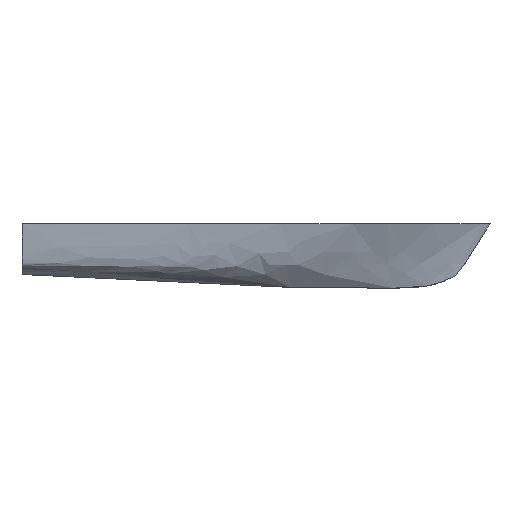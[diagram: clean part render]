
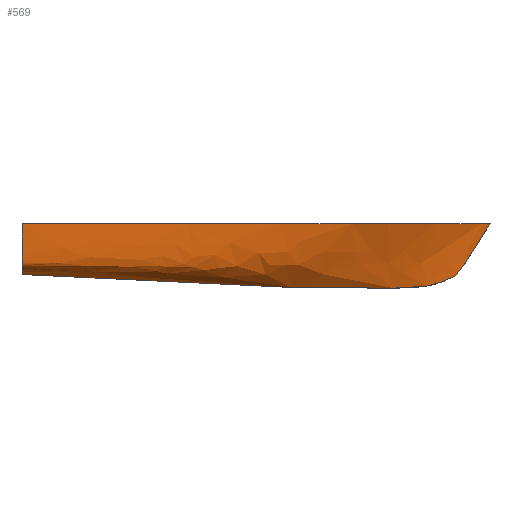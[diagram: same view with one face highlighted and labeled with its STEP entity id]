
A CAD part, front view. The second image highlights one B-rep face of the part: STEP entity #569.
In plain terms, the highlighted free-form (B-spline) face has degree [5, 4] with [12, 6] control points.
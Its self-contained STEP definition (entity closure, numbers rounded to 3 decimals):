
#569 = ADVANCED_FACE('',(#570),#628,.T.);
#570 = FACE_BOUND('',#571,.T.);
#571 = EDGE_LOOP('',(#572,#591,#602,#619));
#572 = ORIENTED_EDGE('',*,*,#573,.T.);
#573 = EDGE_CURVE('',#574,#576,#578,.T.);
#574 = VERTEX_POINT('',#575);
#575 = CARTESIAN_POINT('',(0.,-281.004,289.298));
#576 = VERTEX_POINT('',#577);
#577 = CARTESIAN_POINT('',(2101.929,-200.573,
    289.298));
#578 = B_SPLINE_CURVE_WITH_KNOTS('',5,(#579,#580,#581,#582,#583,#584,
    #585,#586,#587,#588,#589,#590),.UNSPECIFIED.,.F.,.F.,(6,1,1,1,1,1,1,
    6),(0.,0.243,0.485,0.728,0.97,
    1.213,1.455,1.698),.UNSPECIFIED.);
#579 = CARTESIAN_POINT('',(0.,-281.004,289.298));
#580 = CARTESIAN_POINT('',(250.717,-292.184,
    289.298));
#581 = CARTESIAN_POINT('',(501.434,-300.829,
    289.298));
#582 = CARTESIAN_POINT('',(802.294,-305.614,
    289.298));
#583 = CARTESIAN_POINT('',(1002.867,-308.535,
    289.298));
#584 = CARTESIAN_POINT('',(1203.441,-310.213,
    289.298));
#585 = CARTESIAN_POINT('',(1404.014,-312.507,
    289.298));
#586 = CARTESIAN_POINT('',(1703.119,-315.59,
    289.298));
#587 = CARTESIAN_POINT('',(1825.469,-280.5,
    289.298));
#588 = CARTESIAN_POINT('',(2073.93,-223.1,
    289.298));
#589 = CARTESIAN_POINT('',(2101.929,-213.353,
    289.298));
#590 = CARTESIAN_POINT('',(2101.929,-200.573,
    289.298));
#591 = ORIENTED_EDGE('',*,*,#592,.T.);
#592 = EDGE_CURVE('',#576,#593,#595,.T.);
#593 = VERTEX_POINT('',#594);
#594 = CARTESIAN_POINT('',(1946.801,-200.573,
    56.155));
#595 = B_SPLINE_CURVE_WITH_KNOTS('',4,(#596,#597,#598,#599,#600,#601),
  .UNSPECIFIED.,.F.,.F.,(5,1,5),(0.,0.142,0.285),
  .QUASI_UNIFORM_KNOTS.);
#596 = CARTESIAN_POINT('',(2101.929,-200.573,
    289.298));
#597 = CARTESIAN_POINT('',(2051.946,-200.573,
    208.218));
#598 = CARTESIAN_POINT('',(1993.199,-200.573,
    112.871));
#599 = CARTESIAN_POINT('',(1966.874,-200.573,
    79.891));
#600 = CARTESIAN_POINT('',(1955.591,-200.573,
    66.55));
#601 = CARTESIAN_POINT('',(1946.801,-200.573,
    56.155));
#602 = ORIENTED_EDGE('',*,*,#603,.T.);
#603 = EDGE_CURVE('',#593,#604,#606,.T.);
#604 = VERTEX_POINT('',#605);
#605 = CARTESIAN_POINT('',(0.,-202.188,61.59));
#606 = B_SPLINE_CURVE_WITH_KNOTS('',5,(#607,#608,#609,#610,#611,#612,
    #613,#614,#615,#616,#617,#618),.UNSPECIFIED.,.F.,.F.,(6,1,1,1,1,1,1,
    6),(-1.698,-1.455,-1.213,-0.97,
    -0.728,-0.485,-0.243,0.),.UNSPECIFIED.);
#607 = CARTESIAN_POINT('',(1946.801,-200.573,
    56.155));
#608 = CARTESIAN_POINT('',(1946.816,-200.573,
    56.168));
#609 = CARTESIAN_POINT('',(1862.074,-200.573,
    10.459));
#610 = CARTESIAN_POINT('',(1782.597,-200.573,
    -0.105));
#611 = CARTESIAN_POINT('',(1659.495,-202.188,
    -0.105));
#612 = CARTESIAN_POINT('',(1404.014,-202.188,
    -0.105));
#613 = CARTESIAN_POINT('',(1203.441,-202.188,
    2.223));
#614 = CARTESIAN_POINT('',(1002.867,-202.188,
    10.708));
#615 = CARTESIAN_POINT('',(802.272,-202.188,
    20.885));
#616 = CARTESIAN_POINT('',(501.407,-202.188,
    36.15));
#617 = CARTESIAN_POINT('',(250.673,-202.188,
    48.872));
#618 = CARTESIAN_POINT('',(0.,-202.188,61.59));
#619 = ORIENTED_EDGE('',*,*,#620,.T.);
#620 = EDGE_CURVE('',#604,#574,#621,.T.);
#621 = B_SPLINE_CURVE_WITH_KNOTS('',4,(#622,#623,#624,#625,#626,#627),
  .UNSPECIFIED.,.F.,.F.,(5,1,5),(-0.285,-0.142,0.),
  .QUASI_UNIFORM_KNOTS.);
#622 = CARTESIAN_POINT('',(0.,-202.188,61.59));
#623 = CARTESIAN_POINT('',(0.,-224.618,70.917));
#624 = CARTESIAN_POINT('',(0.,-267.071,88.57));
#625 = CARTESIAN_POINT('',(0.,-280.787,107.574));
#626 = CARTESIAN_POINT('',(0.,-281.004,131.096));
#627 = CARTESIAN_POINT('',(0.,-281.004,289.298));
#628 = B_SPLINE_SURFACE_WITH_KNOTS('',5,4,(
    (#629,#630,#631,#632,#633,#634)
    ,(#635,#636,#637,#638,#639,#640)
    ,(#641,#642,#643,#644,#645,#646)
    ,(#647,#648,#649,#650,#651,#652)
    ,(#653,#654,#655,#656,#657,#658)
    ,(#659,#660,#661,#662,#663,#664)
    ,(#665,#666,#667,#668,#669,#670)
    ,(#671,#672,#673,#674,#675,#676)
    ,(#677,#678,#679,#680,#681,#682)
    ,(#683,#684,#685,#686,#687,#688)
    ,(#689,#690,#691,#692,#693,#694)
    ,(#695,#696,#697,#698,#699,#700
    )),.UNSPECIFIED.,.F.,.F.,.F.,(6,1,1,1,1,1,1,6),(5,1,5),(0.,
    0.243,0.485,0.728,0.97,
    1.213,1.455,1.698),(0.,0.142,
    0.285),.UNSPECIFIED.);
#629 = CARTESIAN_POINT('',(0.,-281.004,289.298));
#630 = CARTESIAN_POINT('',(0.,-281.004,131.096));
#631 = CARTESIAN_POINT('',(0.,-280.787,107.574));
#632 = CARTESIAN_POINT('',(0.,-267.071,88.57));
#633 = CARTESIAN_POINT('',(0.,-224.618,70.917));
#634 = CARTESIAN_POINT('',(0.,-202.188,61.59));
#635 = CARTESIAN_POINT('',(250.717,-292.184,
    289.298));
#636 = CARTESIAN_POINT('',(250.717,-292.184,
    148.165));
#637 = CARTESIAN_POINT('',(250.717,-287.925,
    105.928));
#638 = CARTESIAN_POINT('',(250.717,-274.481,
    84.519));
#639 = CARTESIAN_POINT('',(250.698,-243.454,
    69.22));
#640 = CARTESIAN_POINT('',(250.673,-202.188,
    48.872));
#641 = CARTESIAN_POINT('',(501.434,-300.829,
    289.298));
#642 = CARTESIAN_POINT('',(501.434,-299.962,
    171.031));
#643 = CARTESIAN_POINT('',(501.434,-294.363,
    106.617));
#644 = CARTESIAN_POINT('',(501.434,-291.98,
    80.759));
#645 = CARTESIAN_POINT('',(501.418,-240.784,
    55.324));
#646 = CARTESIAN_POINT('',(501.407,-202.188,
    36.15));
#647 = CARTESIAN_POINT('',(802.294,-305.614,
    289.298));
#648 = CARTESIAN_POINT('',(802.294,-301.294,
    169.105));
#649 = CARTESIAN_POINT('',(802.294,-300.645,
    94.356));
#650 = CARTESIAN_POINT('',(802.294,-290.761,
    77.075));
#651 = CARTESIAN_POINT('',(802.284,-250.672,
    51.643));
#652 = CARTESIAN_POINT('',(802.272,-202.188,
    20.885));
#653 = CARTESIAN_POINT('',(1002.867,-308.535,
    289.298));
#654 = CARTESIAN_POINT('',(1002.867,-306.818,
    187.495));
#655 = CARTESIAN_POINT('',(1002.867,-296.646,
    111.48));
#656 = CARTESIAN_POINT('',(1002.867,-277.163,
    78.67));
#657 = CARTESIAN_POINT('',(1002.867,-252.645,
    42.939));
#658 = CARTESIAN_POINT('',(1002.867,-202.188,
    10.708));
#659 = CARTESIAN_POINT('',(1203.441,-310.213,
    289.298));
#660 = CARTESIAN_POINT('',(1203.441,-302.377,
    192.007));
#661 = CARTESIAN_POINT('',(1203.441,-292.152,
    118.663));
#662 = CARTESIAN_POINT('',(1203.441,-270.97,
    82.205));
#663 = CARTESIAN_POINT('',(1203.441,-243.523,
    43.517));
#664 = CARTESIAN_POINT('',(1203.441,-202.188,
    2.223));
#665 = CARTESIAN_POINT('',(1404.014,-312.507,
    289.298));
#666 = CARTESIAN_POINT('',(1404.014,-294.489,
    192.6));
#667 = CARTESIAN_POINT('',(1404.014,-269.02,
    119.814));
#668 = CARTESIAN_POINT('',(1404.014,-251.042,
    83.652));
#669 = CARTESIAN_POINT('',(1404.014,-230.298,
    41.546));
#670 = CARTESIAN_POINT('',(1404.014,-202.188,
    -0.105));
#671 = CARTESIAN_POINT('',(1703.119,-315.59,
    289.298));
#672 = CARTESIAN_POINT('',(1678.298,-261.656,
    196.299));
#673 = CARTESIAN_POINT('',(1664.258,-238.479,
    120.392));
#674 = CARTESIAN_POINT('',(1654.731,-227.649,
    85.098));
#675 = CARTESIAN_POINT('',(1654.731,-214.22,
    44.307));
#676 = CARTESIAN_POINT('',(1659.495,-202.188,
    -0.105));
#677 = CARTESIAN_POINT('',(1825.469,-280.5,
    289.298));
#678 = CARTESIAN_POINT('',(1801.651,-245.844,
    196.299));
#679 = CARTESIAN_POINT('',(1782.346,-231.331,
    134.679));
#680 = CARTESIAN_POINT('',(1776.83,-219.418,
    84.449));
#681 = CARTESIAN_POINT('',(1772.888,-213.137,
    36.606));
#682 = CARTESIAN_POINT('',(1782.597,-200.573,
    -0.105));
#683 = CARTESIAN_POINT('',(2073.93,-223.1,
    289.298));
#684 = CARTESIAN_POINT('',(2018.02,-207.288,
    213.404));
#685 = CARTESIAN_POINT('',(1973.643,-206.172,
    116.053));
#686 = CARTESIAN_POINT('',(1943.808,-204.474,
    82.205));
#687 = CARTESIAN_POINT('',(1927.26,-203.173,
    60.55));
#688 = CARTESIAN_POINT('',(1862.074,-200.573,
    10.459));
#689 = CARTESIAN_POINT('',(2101.929,-213.353,
    289.298));
#690 = CARTESIAN_POINT('',(2051.946,-204.256,
    208.218));
#691 = CARTESIAN_POINT('',(1993.199,-203.389,
    112.871));
#692 = CARTESIAN_POINT('',(1966.874,-202.198,
    79.891));
#693 = CARTESIAN_POINT('',(1955.591,-202.198,
    66.583));
#694 = CARTESIAN_POINT('',(1946.816,-200.573,
    56.168));
#695 = CARTESIAN_POINT('',(2101.929,-200.573,
    289.298));
#696 = CARTESIAN_POINT('',(2051.946,-200.573,
    208.218));
#697 = CARTESIAN_POINT('',(1993.199,-200.573,
    112.871));
#698 = CARTESIAN_POINT('',(1966.874,-200.573,
    79.891));
#699 = CARTESIAN_POINT('',(1955.591,-200.573,
    66.55));
#700 = CARTESIAN_POINT('',(1946.801,-200.573,
    56.155));
